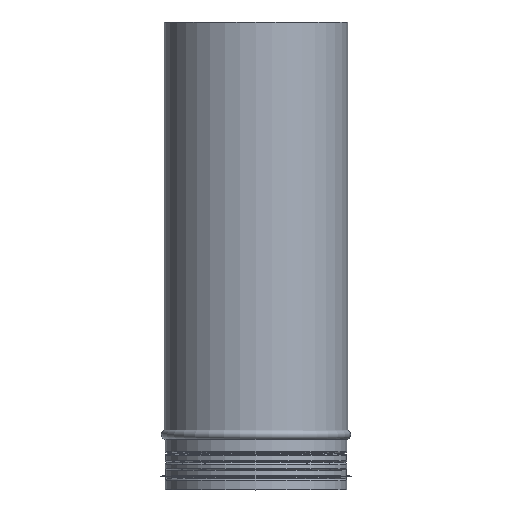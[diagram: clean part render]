
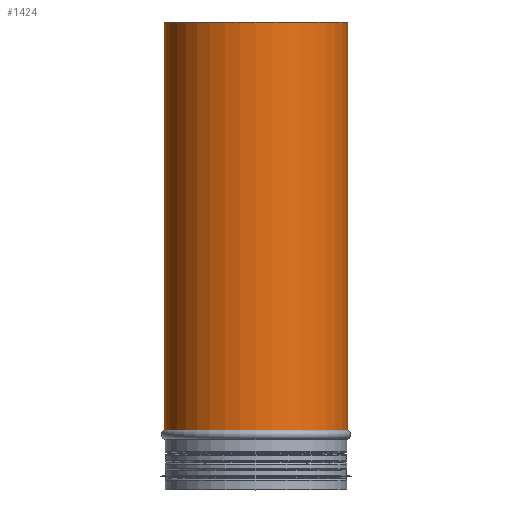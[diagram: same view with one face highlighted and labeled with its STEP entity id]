
A CAD part, top view. The second image highlights one B-rep face of the part: STEP entity #1424.
In plain terms, the highlighted cylindrical face has radius 127.35 mm (diameter 254.7 mm), a full revolution.
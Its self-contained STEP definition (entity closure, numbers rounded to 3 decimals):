
#94=CYLINDRICAL_SURFACE('',#1580,127.35);
#115=FACE_OUTER_BOUND('',#217,.T.);
#217=EDGE_LOOP('',(#908,#909,#910,#911));
#335=CIRCLE('',#1575,127.35);
#337=CIRCLE('',#1579,127.35);
#442=LINE('',#2318,#526);
#443=LINE('',#2319,#527);
#526=VECTOR('',#1810,10.);
#527=VECTOR('',#1811,10.);
#604=VERTEX_POINT('',#2297);
#607=VERTEX_POINT('',#2302);
#610=VERTEX_POINT('',#2312);
#611=VERTEX_POINT('',#2314);
#713=EDGE_CURVE('',#607,#604,#335,.T.);
#718=EDGE_CURVE('',#611,#610,#337,.T.);
#720=EDGE_CURVE('',#610,#604,#442,.T.);
#721=EDGE_CURVE('',#607,#611,#443,.T.);
#908=ORIENTED_EDGE('',*,*,#720,.T.);
#909=ORIENTED_EDGE('',*,*,#713,.F.);
#910=ORIENTED_EDGE('',*,*,#721,.T.);
#911=ORIENTED_EDGE('',*,*,#718,.T.);
#1424=ADVANCED_FACE('',(#115),#94,.T.);
#1575=AXIS2_PLACEMENT_3D('',#2304,#1794,#1795);
#1579=AXIS2_PLACEMENT_3D('',#2315,#1805,#1806);
#1580=AXIS2_PLACEMENT_3D('',#2317,#1808,#1809);
#1794=DIRECTION('center_axis',(0.,-1.,0.));
#1795=DIRECTION('ref_axis',(1.,0.,0.));
#1805=DIRECTION('center_axis',(0.,-1.,0.));
#1806=DIRECTION('ref_axis',(1.,0.,0.));
#1808=DIRECTION('center_axis',(0.,-1.,0.));
#1809=DIRECTION('ref_axis',(1.,0.,0.));
#1810=DIRECTION('',(0.,-1.,0.));
#1811=DIRECTION('',(0.,1.,0.));
#2297=CARTESIAN_POINT('',(127.35,0.,-0.002));
#2302=CARTESIAN_POINT('',(127.35,0.,0.));
#2304=CARTESIAN_POINT('Origin',(0.,0.,0.));
#2312=CARTESIAN_POINT('',(127.35,570.,-0.002));
#2314=CARTESIAN_POINT('',(127.35,570.,0.));
#2315=CARTESIAN_POINT('Origin',(0.,570.,0.));
#2317=CARTESIAN_POINT('Origin',(0.,285.,0.));
#2318=CARTESIAN_POINT('',(127.35,0.,-0.002));
#2319=CARTESIAN_POINT('',(127.35,0.,0.));
